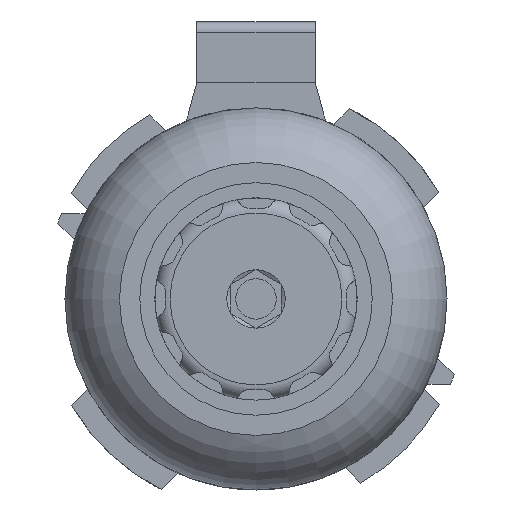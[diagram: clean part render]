
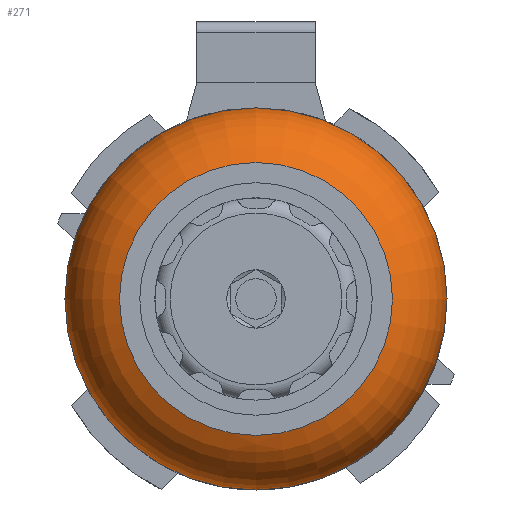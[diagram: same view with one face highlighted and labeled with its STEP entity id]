
A CAD part, front view. The second image highlights one B-rep face of the part: STEP entity #271.
In plain terms, the highlighted toroidal (fillet/blend) face has major radius 10.9 mm and minor radius 8 mm.
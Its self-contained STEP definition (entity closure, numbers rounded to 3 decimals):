
#271 = ADVANCED_FACE( '', ( #603, #604 ), #605, .T. );
#603 = FACE_OUTER_BOUND( '', #1151, .T. );
#604 = FACE_OUTER_BOUND( '', #1152, .T. );
#605 = TOROIDAL_SURFACE( '', #1153, 10.9, 8. );
#1151 = EDGE_LOOP( '', ( #2007 ) );
#1152 = EDGE_LOOP( '', ( #2008 ) );
#1153 = AXIS2_PLACEMENT_3D( '', #2009, #2010, #2011 );
#2007 = ORIENTED_EDGE( '', *, *, #3751, .T. );
#2008 = ORIENTED_EDGE( '', *, *, #3750, .F. );
#2009 = CARTESIAN_POINT( '', ( 0., 16., 0. ) );
#2010 = DIRECTION( '', ( 0., -1., 0. ) );
#2011 = DIRECTION( '', ( 0., 0., -1. ) );
#3750 = EDGE_CURVE( '', #4509, #4509, #4510, .T. );
#3751 = EDGE_CURVE( '', #4511, #4511, #4512, .T. );
#4509 = VERTEX_POINT( '', #5730 );
#4510 = CIRCLE( '', #5731, 13.5 );
#4511 = VERTEX_POINT( '', #5732 );
#4512 = CIRCLE( '', #5733, 18.9 );
#5730 = CARTESIAN_POINT( '', ( 0., 8.434, -13.5 ) );
#5731 = AXIS2_PLACEMENT_3D( '', #7665, #7666, #7667 );
#5732 = CARTESIAN_POINT( '', ( 0., 16., -18.9 ) );
#5733 = AXIS2_PLACEMENT_3D( '', #7668, #7669, #7670 );
#7665 = CARTESIAN_POINT( '', ( 0., 8.434, 0. ) );
#7666 = DIRECTION( '', ( 0., -1., 0. ) );
#7667 = DIRECTION( '', ( 0., 0., -1. ) );
#7668 = CARTESIAN_POINT( '', ( 0., 16., 0. ) );
#7669 = DIRECTION( '', ( 0., -1., 0. ) );
#7670 = DIRECTION( '', ( 0., 0., -1. ) );
